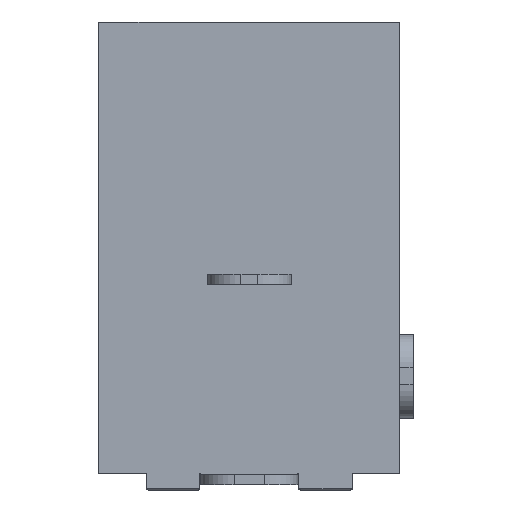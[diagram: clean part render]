
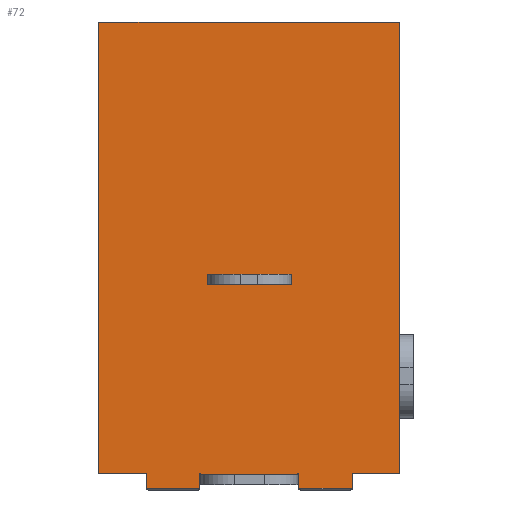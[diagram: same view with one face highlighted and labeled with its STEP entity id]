
A CAD part, front view. The second image highlights one B-rep face of the part: STEP entity #72.
In plain terms, the highlighted planar face has unit normal (0, -1, 0).
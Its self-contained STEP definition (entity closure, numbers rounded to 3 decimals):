
#72=ADVANCED_FACE('',(#178,#179),#180,.T.);
#178=FACE_OUTER_BOUND('',#338,.T.);
#179=FACE_BOUND('',#339,.T.);
#180=PLANE('',#340);
#338=EDGE_LOOP('',(#670,#671,#672,#673,#674,#675,#676,#677,#678,#679,#680,#681,#682,#683,#684,#685,#686,#687));
#339=EDGE_LOOP('',(#688,#689,#690,#691));
#340=AXIS2_PLACEMENT_3D('',#692,#693,#694);
#670=ORIENTED_EDGE('',*,*,#1168,.T.);
#671=ORIENTED_EDGE('',*,*,#1138,.T.);
#672=ORIENTED_EDGE('',*,*,#1169,.F.);
#673=ORIENTED_EDGE('',*,*,#1170,.F.);
#674=ORIENTED_EDGE('',*,*,#1171,.F.);
#675=ORIENTED_EDGE('',*,*,#1117,.F.);
#676=ORIENTED_EDGE('',*,*,#1123,.T.);
#677=ORIENTED_EDGE('',*,*,#1133,.F.);
#678=ORIENTED_EDGE('',*,*,#1172,.F.);
#679=ORIENTED_EDGE('',*,*,#1173,.F.);
#680=ORIENTED_EDGE('',*,*,#1174,.T.);
#681=ORIENTED_EDGE('',*,*,#1129,.F.);
#682=ORIENTED_EDGE('',*,*,#1151,.F.);
#683=ORIENTED_EDGE('',*,*,#1166,.F.);
#684=ORIENTED_EDGE('',*,*,#1175,.T.);
#685=ORIENTED_EDGE('',*,*,#1142,.T.);
#686=ORIENTED_EDGE('',*,*,#1176,.F.);
#687=ORIENTED_EDGE('',*,*,#1177,.F.);
#688=ORIENTED_EDGE('',*,*,#1178,.F.);
#689=ORIENTED_EDGE('',*,*,#1179,.F.);
#690=ORIENTED_EDGE('',*,*,#1180,.F.);
#691=ORIENTED_EDGE('',*,*,#1181,.F.);
#692=CARTESIAN_POINT('',(-4.5,-5.5,0.0));
#693=DIRECTION('',(0.0,-1.0,0.0));
#694=DIRECTION('',(0.0,0.0,-1.0));
#1117=EDGE_CURVE('',#1362,#1363,#1364,.T.);
#1123=EDGE_CURVE('',#1362,#1373,#1374,.T.);
#1129=EDGE_CURVE('',#1382,#1384,#1385,.T.);
#1133=EDGE_CURVE('',#1390,#1373,#1392,.T.);
#1138=EDGE_CURVE('',#1401,#1399,#1402,.T.);
#1142=EDGE_CURVE('',#1409,#1407,#1410,.T.);
#1151=EDGE_CURVE('',#1422,#1382,#1424,.T.);
#1166=EDGE_CURVE('',#1445,#1422,#1447,.T.);
#1168=EDGE_CURVE('',#1449,#1401,#1450,.T.);
#1169=EDGE_CURVE('',#1451,#1399,#1452,.T.);
#1170=EDGE_CURVE('',#1453,#1451,#1454,.T.);
#1171=EDGE_CURVE('',#1363,#1453,#1455,.T.);
#1172=EDGE_CURVE('',#1456,#1390,#1457,.T.);
#1173=EDGE_CURVE('',#1458,#1456,#1459,.T.);
#1174=EDGE_CURVE('',#1458,#1384,#1460,.T.);
#1175=EDGE_CURVE('',#1445,#1409,#1461,.T.);
#1176=EDGE_CURVE('',#1462,#1407,#1463,.T.);
#1177=EDGE_CURVE('',#1449,#1462,#1464,.T.);
#1178=EDGE_CURVE('',#1465,#1466,#1467,.T.);
#1179=EDGE_CURVE('',#1468,#1465,#1469,.T.);
#1180=EDGE_CURVE('',#1470,#1468,#1471,.T.);
#1181=EDGE_CURVE('',#1466,#1470,#1472,.T.);
#1362=VERTEX_POINT('',#1718);
#1363=VERTEX_POINT('',#1719);
#1364=LINE('',#1720,#1721);
#1373=VERTEX_POINT('',#1733);
#1374=LINE('',#1734,#1735);
#1382=VERTEX_POINT('',#1747);
#1384=VERTEX_POINT('',#1750);
#1385=LINE('',#1751,#1752);
#1390=VERTEX_POINT('',#1759);
#1392=LINE('',#1762,#1763);
#1399=VERTEX_POINT('',#1772);
#1401=VERTEX_POINT('',#1775);
#1402=LINE('',#1776,#1777);
#1407=VERTEX_POINT('',#1784);
#1409=VERTEX_POINT('',#1787);
#1410=LINE('',#1788,#1789);
#1422=VERTEX_POINT('',#1818);
#1424=LINE('',#1821,#1822);
#1445=VERTEX_POINT('',#1848);
#1447=LINE('',#1851,#1852);
#1449=VERTEX_POINT('',#1854);
#1450=LINE('',#1855,#1856);
#1451=VERTEX_POINT('',#1857);
#1452=LINE('',#1858,#1859);
#1453=VERTEX_POINT('',#1860);
#1454=LINE('',#1861,#1862);
#1455=LINE('',#1863,#1864);
#1456=VERTEX_POINT('',#1865);
#1457=LINE('',#1866,#1867);
#1458=VERTEX_POINT('',#1868);
#1459=LINE('',#1869,#1870);
#1460=LINE('',#1871,#1872);
#1461=LINE('',#1873,#1874);
#1462=VERTEX_POINT('',#1875);
#1463=LINE('',#1876,#1877);
#1464=LINE('',#1878,#1879);
#1465=VERTEX_POINT('',#1880);
#1466=VERTEX_POINT('',#1881);
#1467=LINE('',#1882,#1883);
#1468=VERTEX_POINT('',#1884);
#1469=LINE('',#1885,#1886);
#1470=VERTEX_POINT('',#1887);
#1471=LINE('',#1888,#1889);
#1472=LINE('',#1890,#1891);
#1718=CARTESIAN_POINT('',(-4.5,-5.5,0.0));
#1719=CARTESIAN_POINT('',(4.5,-5.5,0.0));
#1720=CARTESIAN_POINT('',(-4.5,-5.5,0.0));
#1721=VECTOR('',#2241,9.0);
#1733=CARTESIAN_POINT('',(-4.5,-5.5,-13.5));
#1734=CARTESIAN_POINT('',(-4.5,-5.5,0.0));
#1735=VECTOR('',#2251,13.5);
#1747=CARTESIAN_POINT('',(-1.45,-5.5,-13.5));
#1750=CARTESIAN_POINT('',(-1.48,-5.5,-13.5));
#1751=CARTESIAN_POINT('',(-1.45,-5.5,-13.5));
#1752=VECTOR('',#2257,0.03);
#1759=CARTESIAN_POINT('',(-3.08,-5.5,-13.5));
#1762=CARTESIAN_POINT('',(-3.08,-5.5,-13.5));
#1763=VECTOR('',#2261,1.42);
#1772=CARTESIAN_POINT('',(4.5,-5.5,-13.5));
#1775=CARTESIAN_POINT('',(3.08,-5.5,-13.5));
#1776=CARTESIAN_POINT('',(3.08,-5.5,-13.5));
#1777=VECTOR('',#2268,1.42);
#1784=CARTESIAN_POINT('',(1.48,-5.5,-13.5));
#1787=CARTESIAN_POINT('',(1.45,-5.5,-13.5));
#1788=CARTESIAN_POINT('',(1.45,-5.5,-13.5));
#1789=VECTOR('',#2272,0.03);
#1818=CARTESIAN_POINT('',(-1.45,-5.5,-13.55));
#1821=CARTESIAN_POINT('',(-1.45,-5.5,-13.55));
#1822=VECTOR('',#2283,0.05);
#1848=CARTESIAN_POINT('',(1.45,-5.5,-13.55));
#1851=CARTESIAN_POINT('',(1.45,-5.5,-13.55));
#1852=VECTOR('',#2314,2.9);
#1854=CARTESIAN_POINT('',(3.08,-5.5,-13.95));
#1855=CARTESIAN_POINT('',(3.08,-5.5,-13.95));
#1856=VECTOR('',#2318,0.45);
#1857=CARTESIAN_POINT('',(4.5,-5.5,-11.85));
#1858=CARTESIAN_POINT('',(4.5,-5.5,-11.85));
#1859=VECTOR('',#2319,1.65);
#1860=CARTESIAN_POINT('',(4.5,-5.5,-9.35));
#1861=CARTESIAN_POINT('',(4.5,-5.5,-9.35));
#1862=VECTOR('',#2320,2.5);
#1863=CARTESIAN_POINT('',(4.5,-5.5,0.0));
#1864=VECTOR('',#2321,9.35);
#1865=CARTESIAN_POINT('',(-3.08,-5.5,-13.95));
#1866=CARTESIAN_POINT('',(-3.08,-5.5,-13.95));
#1867=VECTOR('',#2322,0.45);
#1868=CARTESIAN_POINT('',(-1.48,-5.5,-13.95));
#1869=CARTESIAN_POINT('',(-1.48,-5.5,-13.95));
#1870=VECTOR('',#2323,1.6);
#1871=CARTESIAN_POINT('',(-1.48,-5.5,-13.95));
#1872=VECTOR('',#2324,0.45);
#1873=CARTESIAN_POINT('',(1.45,-5.5,-13.55));
#1874=VECTOR('',#2325,0.05);
#1875=CARTESIAN_POINT('',(1.48,-5.5,-13.95));
#1876=CARTESIAN_POINT('',(1.48,-5.5,-13.95));
#1877=VECTOR('',#2326,0.45);
#1878=CARTESIAN_POINT('',(3.08,-5.5,-13.95));
#1879=VECTOR('',#2327,1.6);
#1880=CARTESIAN_POINT('',(-1.25,-5.5,-7.85));
#1881=CARTESIAN_POINT('',(1.25,-5.5,-7.85));
#1882=CARTESIAN_POINT('',(-1.25,-5.5,-7.85));
#1883=VECTOR('',#2328,2.5);
#1884=CARTESIAN_POINT('',(-1.25,-5.5,-7.55));
#1885=CARTESIAN_POINT('',(-1.25,-5.5,-7.55));
#1886=VECTOR('',#2329,0.3);
#1887=CARTESIAN_POINT('',(1.25,-5.5,-7.55));
#1888=CARTESIAN_POINT('',(1.25,-5.5,-7.55));
#1889=VECTOR('',#2330,2.5);
#1890=CARTESIAN_POINT('',(1.25,-5.5,-7.85));
#1891=VECTOR('',#2331,0.3);
#2241=DIRECTION('',(1.0,0.0,0.0));
#2251=DIRECTION('',(0.0,0.0,-1.0));
#2257=DIRECTION('',(-1.0,0.0,0.0));
#2261=DIRECTION('',(-1.0,0.0,0.0));
#2268=DIRECTION('',(1.0,0.0,0.0));
#2272=DIRECTION('',(1.0,0.0,0.0));
#2283=DIRECTION('',(0.0,0.0,1.0));
#2314=DIRECTION('',(-1.0,0.0,0.0));
#2318=DIRECTION('',(0.0,0.0,1.0));
#2319=DIRECTION('',(0.0,0.0,-1.0));
#2320=DIRECTION('',(0.0,0.0,-1.0));
#2321=DIRECTION('',(0.0,0.0,-1.0));
#2322=DIRECTION('',(0.0,0.0,1.0));
#2323=DIRECTION('',(-1.0,0.0,0.0));
#2324=DIRECTION('',(0.0,0.0,1.0));
#2325=DIRECTION('',(0.0,0.0,1.0));
#2326=DIRECTION('',(0.0,0.0,1.0));
#2327=DIRECTION('',(-1.0,0.0,0.0));
#2328=DIRECTION('',(1.0,0.0,0.0));
#2329=DIRECTION('',(0.0,0.0,-1.0));
#2330=DIRECTION('',(-1.0,0.0,0.0));
#2331=DIRECTION('',(0.0,0.0,1.0));
